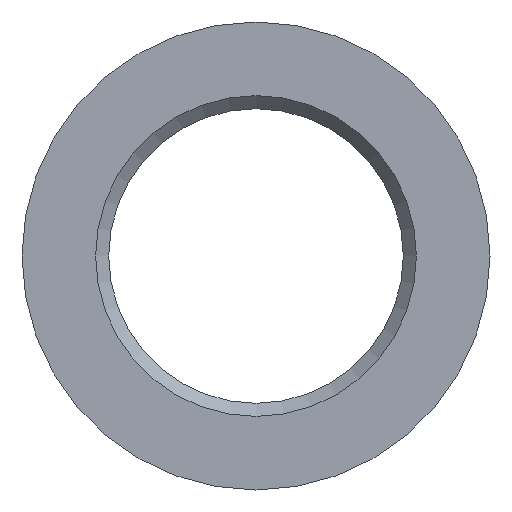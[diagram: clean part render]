
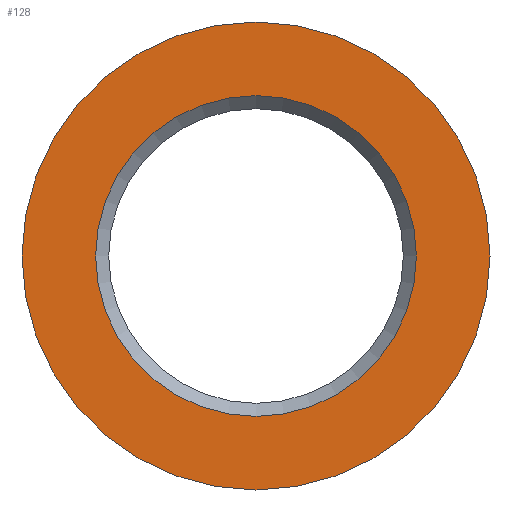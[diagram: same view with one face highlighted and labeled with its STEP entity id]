
A CAD part, front view. The second image highlights one B-rep face of the part: STEP entity #128.
In plain terms, the highlighted planar face has unit normal (0, -1, 0).
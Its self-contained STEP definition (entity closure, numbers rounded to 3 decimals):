
#15=FACE_BOUND('',#53,.T.);
#16=PLANE('',#151);
#34=CIRCLE('',#152,7.15);
#35=CIRCLE('',#153,4.9);
#44=FACE_OUTER_BOUND('',#52,.T.);
#52=EDGE_LOOP('',(#106));
#53=EDGE_LOOP('',(#107));
#69=VERTEX_POINT('',#410);
#70=VERTEX_POINT('',#412);
#82=EDGE_CURVE('',#69,#69,#34,.T.);
#83=EDGE_CURVE('',#70,#70,#35,.T.);
#106=ORIENTED_EDGE('',*,*,#82,.T.);
#107=ORIENTED_EDGE('',*,*,#83,.F.);
#128=ADVANCED_FACE('',(#44,#15),#16,.T.);
#151=AXIS2_PLACEMENT_3D('',#409,#172,#173);
#152=AXIS2_PLACEMENT_3D('',#411,#174,#175);
#153=AXIS2_PLACEMENT_3D('',#413,#176,#177);
#172=DIRECTION('center_axis',(0.,-1.,0.));
#173=DIRECTION('ref_axis',(0.,0.,-1.));
#174=DIRECTION('center_axis',(0.,-1.,0.));
#175=DIRECTION('ref_axis',(1.,0.,0.));
#176=DIRECTION('center_axis',(0.,-1.,0.));
#177=DIRECTION('ref_axis',(1.,0.,0.));
#409=CARTESIAN_POINT('Origin',(4.9,0.,0.));
#410=CARTESIAN_POINT('',(-7.15,0.,0.));
#411=CARTESIAN_POINT('Origin',(0.,0.,0.));
#412=CARTESIAN_POINT('',(-4.9,0.,0.));
#413=CARTESIAN_POINT('Origin',(0.,0.,0.));
